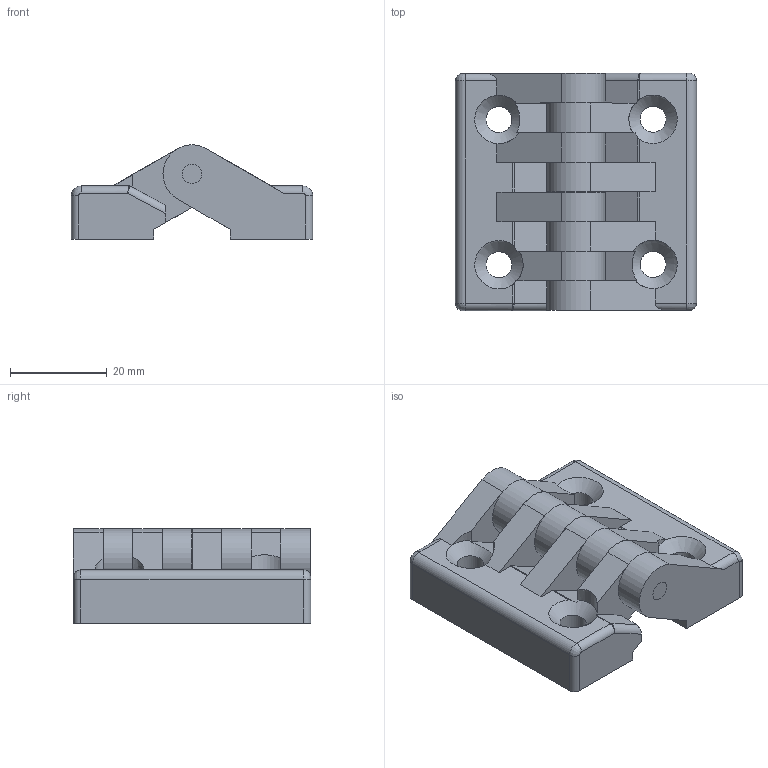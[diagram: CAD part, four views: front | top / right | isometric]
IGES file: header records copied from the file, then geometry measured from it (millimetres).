
Global section: file name: 601818.stp.ipt; native system: Autodesk Inventor 2014; preprocessor: unknown; author: zeman; date: 20151020.100047; units: millimetre
Bounding box: 49.84 x 49.05 x 19.5 mm (x, y, z)
Volume: 22383.1 mm3; surface area: 15882.2 mm2
Topology: 3 solids, 3 shells, 325 faces, 895 edges, 594 vertices
Faces by surface type: plane 158, revolution 122, cylinder 43, bspline 2
Full cylindrical faces by diameter (mm): 4 x1
